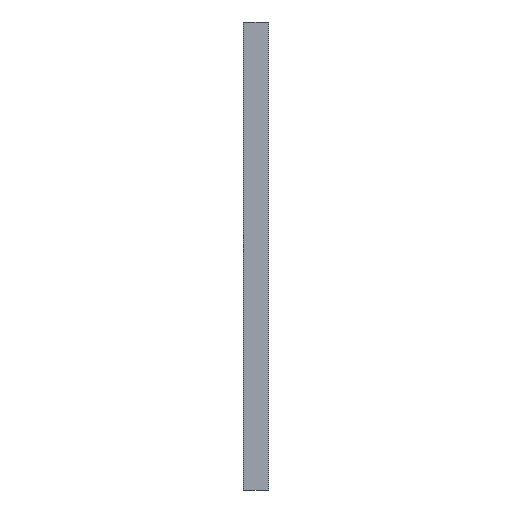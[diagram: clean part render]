
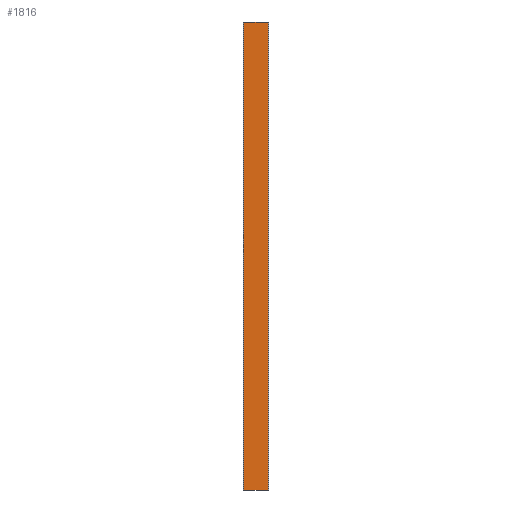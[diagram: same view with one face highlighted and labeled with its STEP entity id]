
A CAD part, left-side view. The second image highlights one B-rep face of the part: STEP entity #1816.
In plain terms, the highlighted planar face has unit normal (-1, 0, 0).
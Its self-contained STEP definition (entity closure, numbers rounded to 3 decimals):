
#24 = CARTESIAN_POINT ( 'NONE',  ( 0., -52., 2000. ) ) ;
#26 = DIRECTION ( 'NONE',  ( 0., -1., 0. ) ) ;
#73 = DIRECTION ( 'NONE',  ( 0., -1., 0. ) ) ;
#91 = ORIENTED_EDGE ( 'NONE', *, *, #708, .T. ) ;
#93 = CARTESIAN_POINT ( 'NONE',  ( 0., -52., 2000. ) ) ;
#112 = DIRECTION ( 'NONE',  ( 0., 0., -1. ) ) ;
#114 = DIRECTION ( 'NONE',  ( 1., 0., 0. ) ) ;
#115 = CARTESIAN_POINT ( 'NONE',  ( 0., -52., 2000. ) ) ;
#127 = PLANE ( 'NONE',  #674 ) ;
#153 = CARTESIAN_POINT ( 'NONE',  ( 0., -52., 0. ) ) ;
#180 = CARTESIAN_POINT ( 'NONE',  ( 0., 52., 0. ) ) ;
#188 = DIRECTION ( 'NONE',  ( 0., 0., -1. ) ) ;
#205 = VERTEX_POINT ( 'NONE', #1132 ) ;
#220 = FACE_OUTER_BOUND ( 'NONE', #1108, .T. ) ;
#263 = CARTESIAN_POINT ( 'NONE',  ( 0., 52., 2000. ) ) ;
#406 = ORIENTED_EDGE ( 'NONE', *, *, #769, .T. ) ;
#594 = DIRECTION ( 'NONE',  ( 0., 0., -1. ) ) ;
#674 = AXIS2_PLACEMENT_3D ( 'NONE', #115, #114, #112 ) ;
#708 = EDGE_CURVE ( 'NONE', #205, #709, #961, .T. ) ;
#709 = VERTEX_POINT ( 'NONE', #180 ) ;
#740 = VECTOR ( 'NONE', #188, 1000. ) ;
#751 = LINE ( 'NONE', #153, #927 ) ;
#769 = EDGE_CURVE ( 'NONE', #709, #1296, #751, .T. ) ;
#778 = EDGE_CURVE ( 'NONE', #937, #1296, #921, .T. ) ;
#783 = EDGE_CURVE ( 'NONE', #205, #937, #924, .T. ) ;
#919 = VECTOR ( 'NONE', #594, 1000. ) ;
#921 = LINE ( 'NONE', #93, #919 ) ;
#924 = LINE ( 'NONE', #24, #947 ) ;
#927 = VECTOR ( 'NONE', #73, 1000. ) ;
#937 = VERTEX_POINT ( 'NONE', #1627 ) ;
#947 = VECTOR ( 'NONE', #26, 1000. ) ;
#961 = LINE ( 'NONE', #263, #740 ) ;
#1108 = EDGE_LOOP ( 'NONE', ( #406, #1755, #1269, #91 ) ) ;
#1132 = CARTESIAN_POINT ( 'NONE',  ( 0., 52., 2000. ) ) ;
#1163 = CARTESIAN_POINT ( 'NONE',  ( 0., -52., 0. ) ) ;
#1269 = ORIENTED_EDGE ( 'NONE', *, *, #783, .F. ) ;
#1296 = VERTEX_POINT ( 'NONE', #1163 ) ;
#1627 = CARTESIAN_POINT ( 'NONE',  ( 0., -52., 2000. ) ) ;
#1755 = ORIENTED_EDGE ( 'NONE', *, *, #778, .F. ) ;
#1816 = ADVANCED_FACE ( 'NONE', ( #220 ), #127, .F. ) ;
